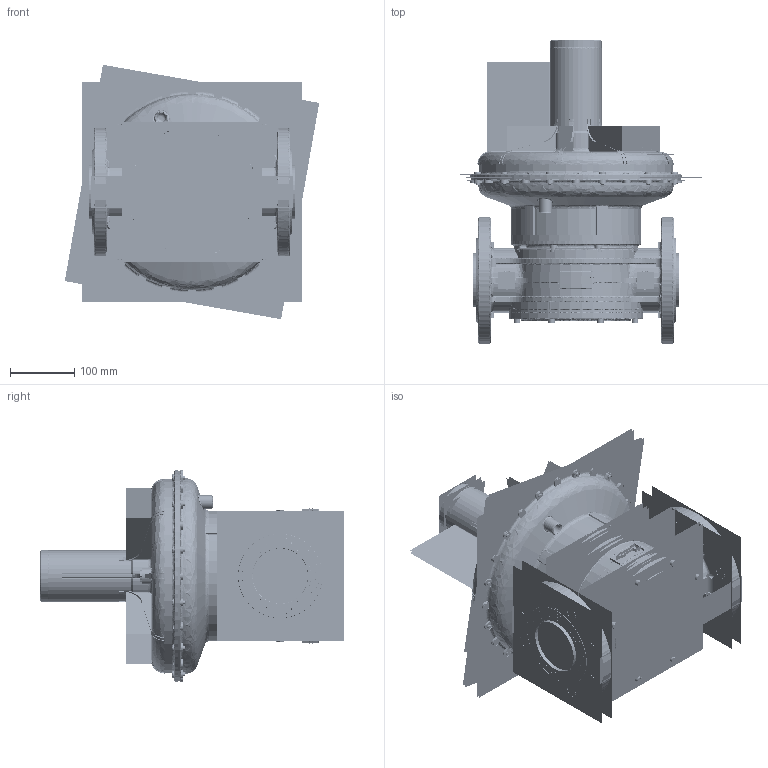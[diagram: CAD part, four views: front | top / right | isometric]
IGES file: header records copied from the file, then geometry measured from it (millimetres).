
Start section:  PTC IGES file: FX09.igs
Global section: file name: FX09.igs; native system: Creo Parametric by Parametric Technology Corporation; preprocessor: 2012130; author: Matteo Bolognesi; organization: Unknown; date: 20140325.165751; units: millimetre
Bounding box: 397.58 x 474.09 x 397.58 mm (x, y, z)
Surface area: 9686477.1 mm2 (no closed solid volume)
Topology: 0 solids, 0 shells, 8064 faces, 105656 edges, 138802 vertices
Faces by surface type: revolution 5090, bspline 2974
